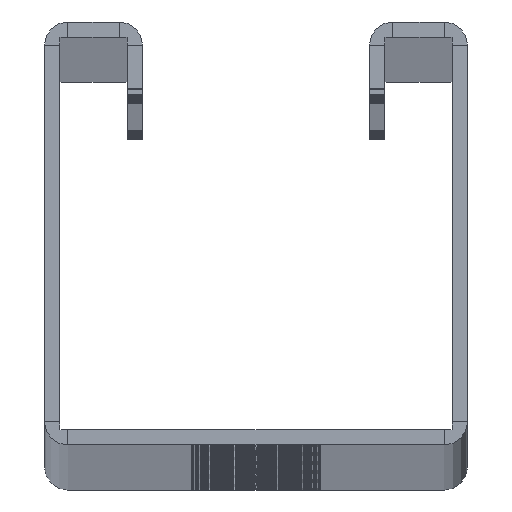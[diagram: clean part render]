
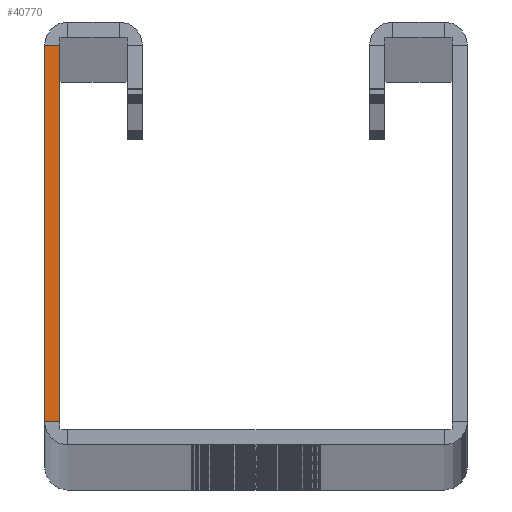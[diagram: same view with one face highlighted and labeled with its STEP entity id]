
A CAD part, top view. The second image highlights one B-rep face of the part: STEP entity #40770.
In plain terms, the highlighted planar face has unit normal (0, 0, 1).
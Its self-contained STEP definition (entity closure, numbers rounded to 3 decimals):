
#4039 = VECTOR ( 'NONE', #11245, 1000. ) ;
#4271 = VERTEX_POINT ( 'NONE', #25405 ) ;
#4814 = ORIENTED_EDGE ( 'NONE', *, *, #64765, .T. ) ;
#6706 = CARTESIAN_POINT ( 'NONE',  ( -20.5, 2.25, 0. ) ) ;
#6896 = AXIS2_PLACEMENT_3D ( 'NONE', #13163, #66327, #36462 ) ;
#11245 = DIRECTION ( 'NONE',  ( 0., 1., 0. ) ) ;
#12003 = EDGE_CURVE ( 'NONE', #24949, #4271, #26734, .T. ) ;
#13163 = CARTESIAN_POINT ( 'NONE',  ( -18.25, 1.5, 0. ) ) ;
#14556 = DIRECTION ( 'NONE',  ( -1., 0., 0. ) ) ;
#15306 = CARTESIAN_POINT ( 'NONE',  ( -19., 38.75, 0. ) ) ;
#17739 = EDGE_CURVE ( 'NONE', #21201, #4271, #58158, .T. ) ;
#20315 = VECTOR ( 'NONE', #52926, 1000. ) ;
#21201 = VERTEX_POINT ( 'NONE', #68106 ) ;
#23212 = ORIENTED_EDGE ( 'NONE', *, *, #12003, .F. ) ;
#24949 = VERTEX_POINT ( 'NONE', #6706 ) ;
#25405 = CARTESIAN_POINT ( 'NONE',  ( -20.5, 38.75, 0. ) ) ;
#26734 = LINE ( 'NONE', #63137, #4039 ) ;
#29107 = ORIENTED_EDGE ( 'NONE', *, *, #56404, .T. ) ;
#34426 = EDGE_LOOP ( 'NONE', ( #23212, #4814, #29107, #67040 ) ) ;
#36462 = DIRECTION ( 'NONE',  ( 1., 0., 0. ) ) ;
#37102 = VERTEX_POINT ( 'NONE', #58048 ) ;
#37796 = DIRECTION ( 'NONE',  ( 1., 0., 0. ) ) ;
#38290 = CARTESIAN_POINT ( 'NONE',  ( -20.5, 2.25, 0. ) ) ;
#40770 = ADVANCED_FACE ( 'NONE', ( #48315 ), #60002, .T. ) ;
#46376 = VECTOR ( 'NONE', #14556, 1000. ) ;
#46682 = VECTOR ( 'NONE', #37796, 1000. ) ;
#48315 = FACE_OUTER_BOUND ( 'NONE', #34426, .T. ) ;
#48452 = LINE ( 'NONE', #69909, #20315 ) ;
#52926 = DIRECTION ( 'NONE',  ( 0., 1., 0. ) ) ;
#56404 = EDGE_CURVE ( 'NONE', #37102, #21201, #48452, .T. ) ;
#58048 = CARTESIAN_POINT ( 'NONE',  ( -19., 2.25, 0. ) ) ;
#58158 = LINE ( 'NONE', #15306, #46376 ) ;
#60002 = PLANE ( 'NONE',  #6896 ) ;
#63137 = CARTESIAN_POINT ( 'NONE',  ( -20.5, 0., 0. ) ) ;
#64765 = EDGE_CURVE ( 'NONE', #24949, #37102, #65736, .T. ) ;
#65736 = LINE ( 'NONE', #38290, #46682 ) ;
#66327 = DIRECTION ( 'NONE',  ( 0., 0., 1. ) ) ;
#67040 = ORIENTED_EDGE ( 'NONE', *, *, #17739, .T. ) ;
#68106 = CARTESIAN_POINT ( 'NONE',  ( -19., 38.75, 0. ) ) ;
#69909 = CARTESIAN_POINT ( 'NONE',  ( -19., 0., 0. ) ) ;
